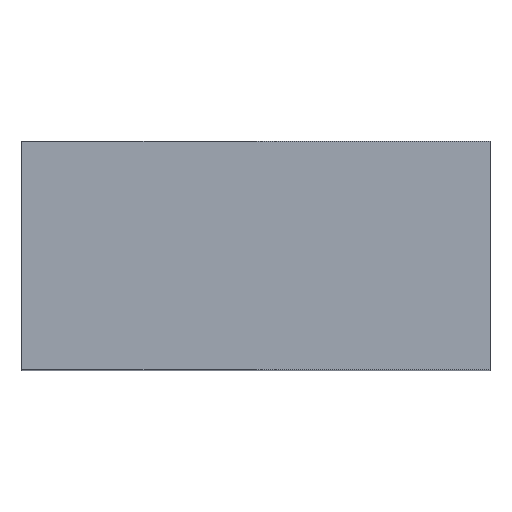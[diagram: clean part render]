
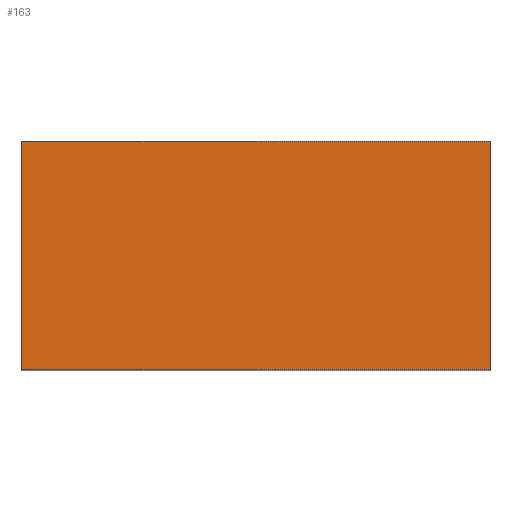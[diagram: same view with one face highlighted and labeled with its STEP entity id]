
A CAD part, top view. The second image highlights one B-rep face of the part: STEP entity #163.
In plain terms, the highlighted planar face has unit normal (0, 0, 1).
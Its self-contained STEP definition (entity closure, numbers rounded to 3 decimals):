
#27=PLANE('',#195);
#39=FACE_OUTER_BOUND('',#51,.T.);
#51=EDGE_LOOP('',(#143,#144,#145,#146));
#57=LINE('',#269,#71);
#60=LINE('',#275,#74);
#63=LINE('',#281,#77);
#66=LINE('',#285,#80);
#71=VECTOR('',#225,10.);
#74=VECTOR('',#230,10.);
#77=VECTOR('',#235,10.);
#80=VECTOR('',#240,10.);
#91=VERTEX_POINT('',#266);
#92=VERTEX_POINT('',#268);
#94=VERTEX_POINT('',#274);
#96=VERTEX_POINT('',#280);
#105=EDGE_CURVE('',#92,#91,#57,.T.);
#108=EDGE_CURVE('',#94,#92,#60,.T.);
#111=EDGE_CURVE('',#96,#94,#63,.T.);
#114=EDGE_CURVE('',#91,#96,#66,.T.);
#143=ORIENTED_EDGE('',*,*,#114,.T.);
#144=ORIENTED_EDGE('',*,*,#111,.T.);
#145=ORIENTED_EDGE('',*,*,#108,.T.);
#146=ORIENTED_EDGE('',*,*,#105,.T.);
#163=ADVANCED_FACE('',(#39),#27,.T.);
#195=AXIS2_PLACEMENT_3D('',#286,#241,#242);
#225=DIRECTION('',(0.,-1.,0.));
#230=DIRECTION('',(-1.,0.,0.));
#235=DIRECTION('',(0.,1.,0.));
#240=DIRECTION('',(1.,0.,0.));
#241=DIRECTION('center_axis',(0.,0.,1.));
#242=DIRECTION('ref_axis',(1.,0.,0.));
#266=CARTESIAN_POINT('',(-4.1,-2.,8.2));
#268=CARTESIAN_POINT('',(-4.1,2.,8.2));
#269=CARTESIAN_POINT('',(-4.1,-2.,8.2));
#274=CARTESIAN_POINT('',(4.1,2.,8.2));
#275=CARTESIAN_POINT('',(-4.1,2.,8.2));
#280=CARTESIAN_POINT('',(4.1,-2.,8.2));
#281=CARTESIAN_POINT('',(4.1,2.,8.2));
#285=CARTESIAN_POINT('',(4.1,-2.,8.2));
#286=CARTESIAN_POINT('Origin',(0.,0.,8.2));
